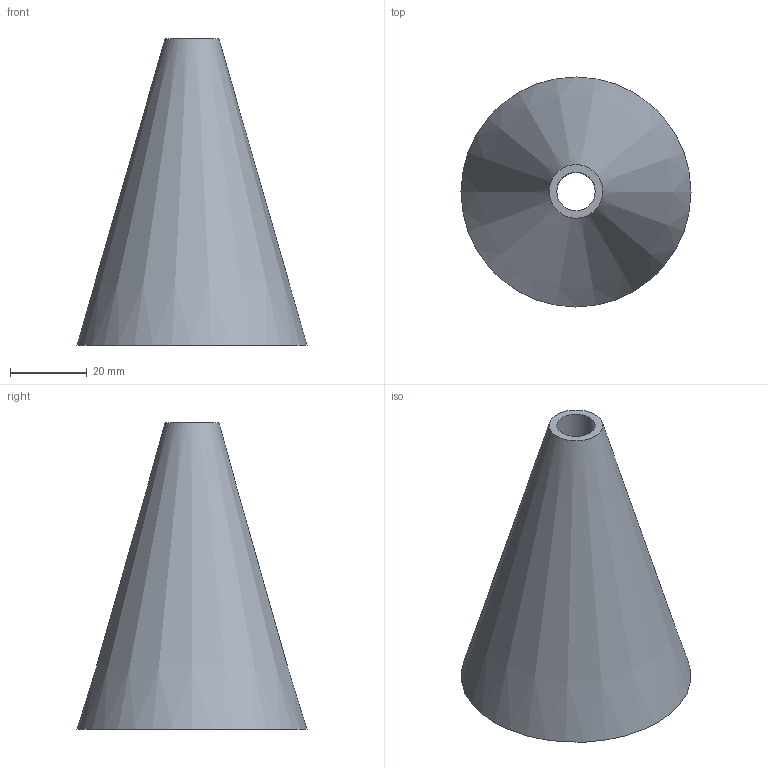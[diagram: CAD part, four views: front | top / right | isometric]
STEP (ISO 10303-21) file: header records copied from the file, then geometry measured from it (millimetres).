
FILE_DESCRIPTION(('FreeCAD Model'),'2;1');
FILE_NAME('CONE A2.step', '2021-11-06T14:19:50',('Author'),(''), 'Open CASCADE STEP processor 7.3','FreeCAD','Unknown');
FILE_SCHEMA(('AUTOMOTIVE_DESIGN { 1 0 10303 214 1 1 1 1 }'));
Length unit declared in the file: millimetre
Products named in the file (1): Pocket005
Bounding box: 60 x 60 x 80 mm (x, y, z)
Volume: 60781.1 mm3; surface area: 17762.4 mm2
Topology: 1 solids, 1 shells, 18 faces, 30 edges, 20 vertices
Faces by surface type: plane 9, cylinder 8, cone 1
Full cylindrical faces by diameter (mm): 3 x4, 10 x1, 27.5 x1, 50 x1
Entity records: 851 total; most frequent: CARTESIAN_POINT 145, DIRECTION 142, ORIENTED_EDGE 60, PCURVE 60, DEFINITIONAL_REPRESENTATION 60, LINE 46, VECTOR 46, AXIS2_PLACEMENT_3D 39
